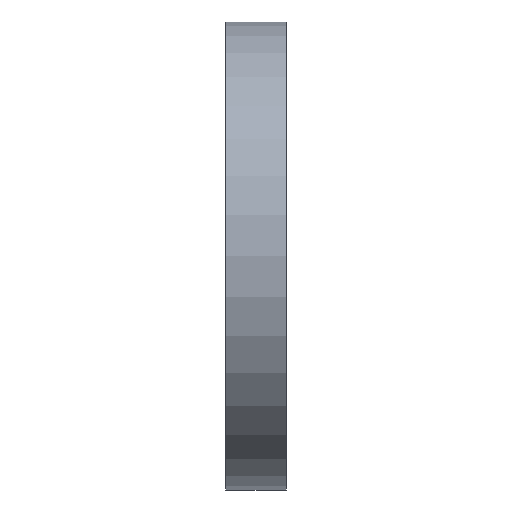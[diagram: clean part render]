
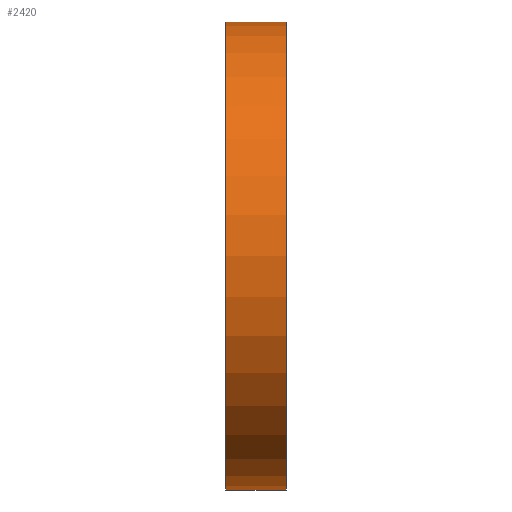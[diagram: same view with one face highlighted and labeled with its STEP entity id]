
A CAD part, left-side view. The second image highlights one B-rep face of the part: STEP entity #2420.
In plain terms, the highlighted cylindrical face has radius 350 mm (diameter 700 mm), a partial arc.
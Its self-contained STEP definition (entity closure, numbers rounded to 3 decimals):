
#100 = DIRECTION ( 'NONE',  ( 0., 1., 0. ) ) ;
#115 = VERTEX_POINT ( 'NONE', #2471 ) ;
#178 = CARTESIAN_POINT ( 'NONE',  ( 0., 10., -350. ) ) ;
#211 = VERTEX_POINT ( 'NONE', #1698 ) ;
#232 = VERTEX_POINT ( 'NONE', #1956 ) ;
#263 = VECTOR ( 'NONE', #1254, 1000. ) ;
#461 = VERTEX_POINT ( 'NONE', #1051 ) ;
#506 = ORIENTED_EDGE ( 'NONE', *, *, #887, .F. ) ;
#631 = DIRECTION ( 'NONE',  ( 0., 1., 0. ) ) ;
#660 = LINE ( 'NONE', #2226, #263 ) ;
#701 = CARTESIAN_POINT ( 'NONE',  ( 0., 40., 0. ) ) ;
#774 = DIRECTION ( 'NONE',  ( 0., -1., 0. ) ) ;
#887 = EDGE_CURVE ( 'NONE', #232, #211, #660, .T. ) ;
#895 = EDGE_CURVE ( 'NONE', #461, #211, #2167, .T. ) ;
#1051 = CARTESIAN_POINT ( 'NONE',  ( 0., -50., -350. ) ) ;
#1183 = DIRECTION ( 'NONE',  ( 0., 0., -1. ) ) ;
#1209 = ORIENTED_EDGE ( 'NONE', *, *, #2432, .T. ) ;
#1254 = DIRECTION ( 'NONE',  ( 0., -1., 0. ) ) ;
#1366 = LINE ( 'NONE', #178, #1649 ) ;
#1438 = AXIS2_PLACEMENT_3D ( 'NONE', #701, #100, #2343 ) ;
#1465 = CARTESIAN_POINT ( 'NONE',  ( 0., -50., 0. ) ) ;
#1586 = EDGE_LOOP ( 'NONE', ( #506, #1847, #1209, #1609 ) ) ;
#1609 = ORIENTED_EDGE ( 'NONE', *, *, #895, .T. ) ;
#1649 = VECTOR ( 'NONE', #2582, 1000. ) ;
#1698 = CARTESIAN_POINT ( 'NONE',  ( 0., -50., 350. ) ) ;
#1729 = AXIS2_PLACEMENT_3D ( 'NONE', #2000, #774, #1183 ) ;
#1749 = EDGE_CURVE ( 'NONE', #115, #232, #2107, .T. ) ;
#1789 = AXIS2_PLACEMENT_3D ( 'NONE', #1465, #631, #2265 ) ;
#1847 = ORIENTED_EDGE ( 'NONE', *, *, #1749, .F. ) ;
#1956 = CARTESIAN_POINT ( 'NONE',  ( 0., 40., 350. ) ) ;
#2000 = CARTESIAN_POINT ( 'NONE',  ( 0., 10., 0. ) ) ;
#2107 = CIRCLE ( 'NONE', #1438, 350. ) ;
#2167 = CIRCLE ( 'NONE', #1789, 350. ) ;
#2226 = CARTESIAN_POINT ( 'NONE',  ( 0., 10., 350. ) ) ;
#2236 = FACE_OUTER_BOUND ( 'NONE', #1586, .T. ) ;
#2265 = DIRECTION ( 'NONE',  ( 0., 0., 1. ) ) ;
#2343 = DIRECTION ( 'NONE',  ( 0., 0., 1. ) ) ;
#2420 = ADVANCED_FACE ( 'NONE', ( #2236 ), #2456, .T. ) ;
#2432 = EDGE_CURVE ( 'NONE', #115, #461, #1366, .T. ) ;
#2456 = CYLINDRICAL_SURFACE ( 'NONE', #1729, 350. ) ;
#2471 = CARTESIAN_POINT ( 'NONE',  ( 0., 40., -350. ) ) ;
#2582 = DIRECTION ( 'NONE',  ( 0., -1., 0. ) ) ;
